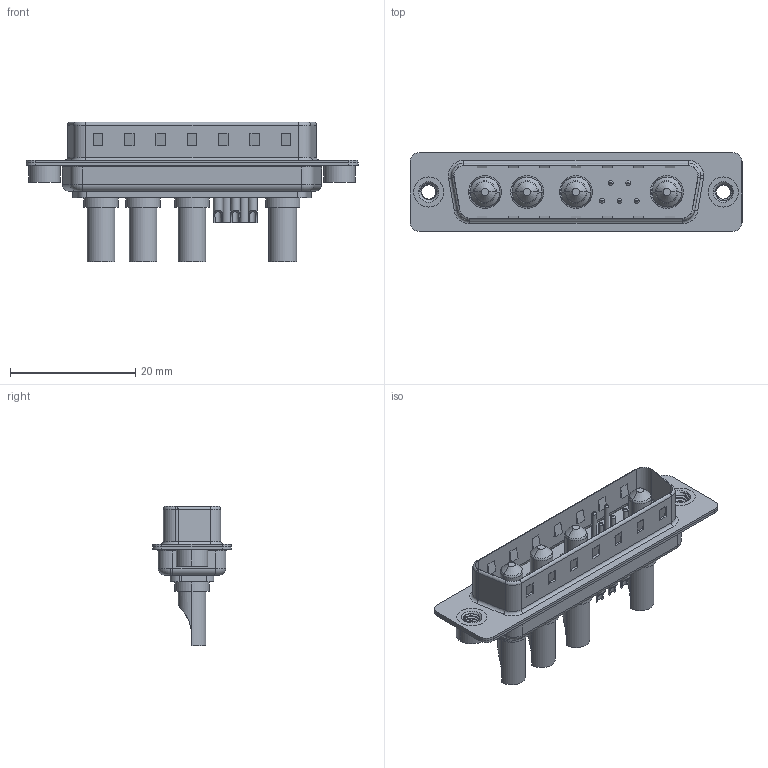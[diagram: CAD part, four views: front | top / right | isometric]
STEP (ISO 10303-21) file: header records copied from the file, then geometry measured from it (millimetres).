
FILE_DESCRIPTION (( 'STEP AP203' ), '1' );
FILE_NAME ('627-9W4-222-3NA.STEP', '2019-05-26T03:13:53', ( '' ), ( '' ), 'SwSTEP 2.0', 'SolidWorks 2016', '' );
FILE_SCHEMA (( 'CONFIG_CONTROL_DESIGN' ));
Length unit declared in the file: millimetre
Products named in the file (9): 627Combo Housing_9W4; 627Combo Shell Rear_25 Contacts; 627Combo Shell Front_25 Contacts; 627Combo Threaded Rivet_A; Power Pin_30A SC; 627Combo Threaded Rivet_2; 627Combo Contact Row 1_22; 627Combo Contact Row 2_22; 627-9W4-222-3NA
Assembly tree (14 placements, depth 2):
  627-9W4-222-3NA
    627Combo Housing_9W4
    627Combo Shell Rear_25 Contacts
    627Combo Shell Front_25 Contacts
    627Combo Threaded Rivet_A
    Power Pin_30A SC  x4
    627Combo Threaded Rivet_2
    627Combo Contact Row 1_22  x2
    627Combo Contact Row 2_22  x3
Bounding box: 53 x 12.6 x 22.3 mm (x, y, z)
Volume: 3098.6 mm3; surface area: 7178.6 mm2
Topology: 18 solids, 18 shells, 744 faces, 1782 edges, 1099 vertices
Faces by surface type: cylinder 306, plane 268, torus 108, cone 48, bspline 14
Entity records: 20186 total; most frequent: CARTESIAN_POINT 6204, DIRECTION 2802, ORIENTED_EDGE 2612, EDGE_CURVE 1306, AXIS2_PLACEMENT_3D 1060, VERTEX_POINT 823, VECTOR 682, LINE 682
